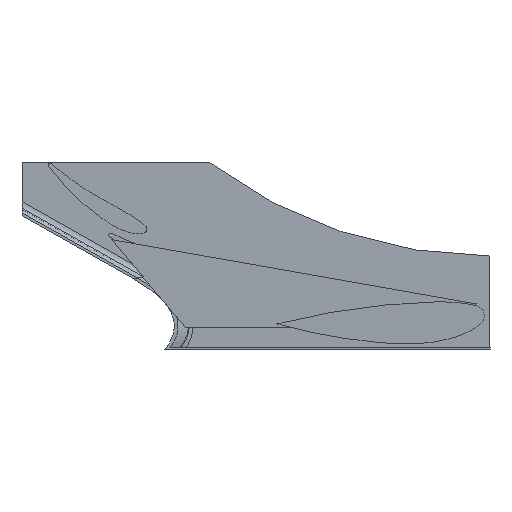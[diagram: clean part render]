
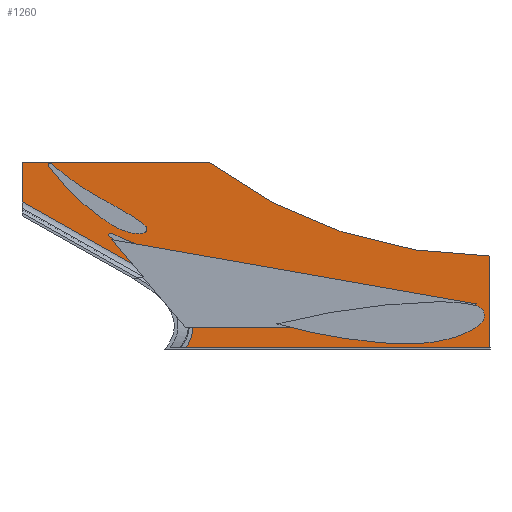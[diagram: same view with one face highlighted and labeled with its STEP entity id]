
A CAD part, front view. The second image highlights one B-rep face of the part: STEP entity #1260.
In plain terms, the highlighted planar face has unit normal (0, -1, 0).
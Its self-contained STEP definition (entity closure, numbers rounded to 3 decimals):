
#66=B_SPLINE_CURVE_WITH_KNOTS('',3,(#2116,#2117,#2118,#2119,#2120,#2121,
#2122,#2123,#2124,#2125,#2126,#2127),.UNSPECIFIED.,.F.,.F.,(4,1,1,1,1,1,
1,1,1,4),(-11.898,-10.374,-8.85,-7.326,
-5.802,-5.04,-4.278,-2.754,
-1.992,-1.57),.UNSPECIFIED.);
#75=PLANE('',#1462);
#100=FACE_OUTER_BOUND('',#176,.T.);
#176=EDGE_LOOP('',(#840,#841,#842,#843,#844,#845,#846));
#252=LINE('',#2100,#337);
#257=LINE('',#2110,#342);
#258=LINE('',#2112,#343);
#259=LINE('',#2114,#344);
#260=LINE('',#2128,#345);
#337=VECTOR('',#1652,10.);
#342=VECTOR('',#1659,10.);
#343=VECTOR('',#1660,10.);
#344=VECTOR('',#1661,10.);
#345=VECTOR('',#1662,10.);
#420=CIRCLE('',#1459,500.);
#514=VERTEX_POINT('',#2090);
#515=VERTEX_POINT('',#2091);
#518=VERTEX_POINT('',#2099);
#522=VERTEX_POINT('',#2109);
#523=VERTEX_POINT('',#2111);
#524=VERTEX_POINT('',#2113);
#525=VERTEX_POINT('',#2115);
#640=EDGE_CURVE('',#514,#515,#420,.T.);
#644=EDGE_CURVE('',#514,#518,#252,.T.);
#649=EDGE_CURVE('',#522,#515,#257,.T.);
#650=EDGE_CURVE('',#523,#522,#258,.T.);
#651=EDGE_CURVE('',#523,#524,#259,.T.);
#652=EDGE_CURVE('',#524,#525,#66,.T.);
#653=EDGE_CURVE('',#518,#525,#260,.F.);
#840=ORIENTED_EDGE('',*,*,#640,.T.);
#841=ORIENTED_EDGE('',*,*,#649,.F.);
#842=ORIENTED_EDGE('',*,*,#650,.F.);
#843=ORIENTED_EDGE('',*,*,#651,.T.);
#844=ORIENTED_EDGE('',*,*,#652,.T.);
#845=ORIENTED_EDGE('',*,*,#653,.F.);
#846=ORIENTED_EDGE('',*,*,#644,.F.);
#1260=ADVANCED_FACE('',(#100),#75,.F.);
#1459=AXIS2_PLACEMENT_3D('',#2092,#1644,#1645);
#1462=AXIS2_PLACEMENT_3D('',#2108,#1657,#1658);
#1644=DIRECTION('center_axis',(0.,1.,0.));
#1645=DIRECTION('ref_axis',(0.,0.,-1.));
#1652=DIRECTION('',(0.,0.,-1.));
#1657=DIRECTION('center_axis',(0.,1.,0.));
#1658=DIRECTION('ref_axis',(0.,0.,1.));
#1659=DIRECTION('',(1.,0.,0.));
#1660=DIRECTION('',(0.,0.,1.));
#1661=DIRECTION('',(0.871,0.,-0.491));
#1662=DIRECTION('',(1.,0.,0.));
#2090=CARTESIAN_POINT('',(250.,3.,0.));
#2091=CARTESIAN_POINT('',(-50.,3.,100.));
#2092=CARTESIAN_POINT('Origin',(250.,3.,500.));
#2099=CARTESIAN_POINT('',(250.,3.,-98.));
#2100=CARTESIAN_POINT('',(250.,3.,50.));
#2108=CARTESIAN_POINT('Origin',(0.,3.,0.));
#2109=CARTESIAN_POINT('',(-250.,3.,100.));
#2110=CARTESIAN_POINT('',(-125.,3.,100.));
#2111=CARTESIAN_POINT('',(-250.,3.,57.885));
#2112=CARTESIAN_POINT('',(-250.,3.,-50.));
#2113=CARTESIAN_POINT('',(-116.054,3.,-17.583));
#2114=CARTESIAN_POINT('',(30.069,3.,-99.912));
#2115=CARTESIAN_POINT('',(-74.847,3.,-98.));
#2116=CARTESIAN_POINT('Ctrl Pts',(-116.054,3.,-17.583));
#2117=CARTESIAN_POINT('Ctrl Pts',(-111.628,3.,-20.077));
#2118=CARTESIAN_POINT('Ctrl Pts',(-102.952,3.,-25.342));
#2119=CARTESIAN_POINT('Ctrl Pts',(-90.653,3.,-34.386));
#2120=CARTESIAN_POINT('Ctrl Pts',(-79.587,3.,-44.93));
#2121=CARTESIAN_POINT('Ctrl Pts',(-72.231,3.,-55.408));
#2122=CARTESIAN_POINT('Ctrl Pts',(-68.505,3.,-64.91));
#2123=CARTESIAN_POINT('Ctrl Pts',(-66.668,3.,-74.969));
#2124=CARTESIAN_POINT('Ctrl Pts',(-68.207,3.,-85.233));
#2125=CARTESIAN_POINT('Ctrl Pts',(-72.023,3.,-93.448));
#2126=CARTESIAN_POINT('Ctrl Pts',(-74.074,3.,-96.824));
#2127=CARTESIAN_POINT('Ctrl Pts',(-74.848,3.,-97.999));
#2128=CARTESIAN_POINT('',(125.,3.,-98.));
